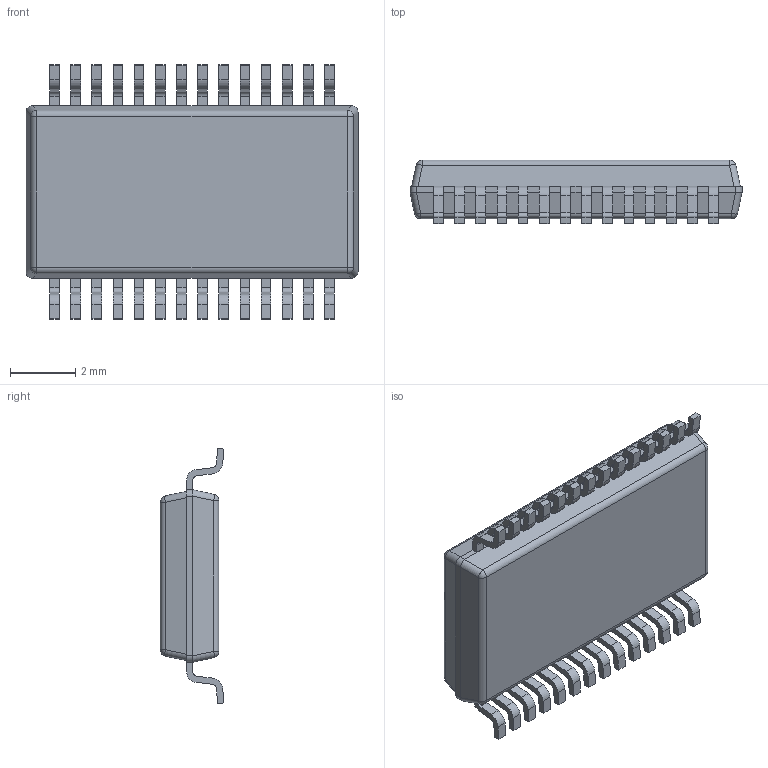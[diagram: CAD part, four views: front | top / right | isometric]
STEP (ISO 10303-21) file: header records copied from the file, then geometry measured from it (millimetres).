
FILE_DESCRIPTION((''),'2;1');
FILE_NAME('MSA28_ASM','2012-02-09T',('CKXSSC'),(''),'PRO/ENGINEER BY PARAMETRIC TECHNOLOGY CORPORATION, 2011220','PRO/ENGINEER BY PARAMETRIC TECHNOLOGY CORPORATION, 2011220','');
FILE_SCHEMA(('AUTOMOTIVE_DESIGN_CC2 { 1 2 10303 214 -1 1 5 2 }'));
Length unit declared in the file: millimetre
Products named in the file (3): BODY_MSA28; LEAD_MSA28; MSA28_ASM
Assembly tree (29 placements, depth 2):
  MSA28_ASM
    BODY_MSA28
    LEAD_MSA28  x28
Bounding box: 10.2 x 1.95 x 7.83 mm (x, y, z)
Volume: 94.5 mm3; surface area: 205.6 mm2
Topology: 29 solids, 29 shells, 439 faces, 1115 edges, 733 vertices
Faces by surface type: plane 295, cylinder 134, sphere 10
Entity records: 2551 total; most frequent: CARTESIAN_POINT 458, DIRECTION 352, ORIENTED_EDGE 280, PRESENTATION_STYLE_ASSIGNMENT 142, STYLED_ITEM 142, CURVE_STYLE 140, EDGE_CURVE 140, AXIS2_PLACEMENT_3D 135
